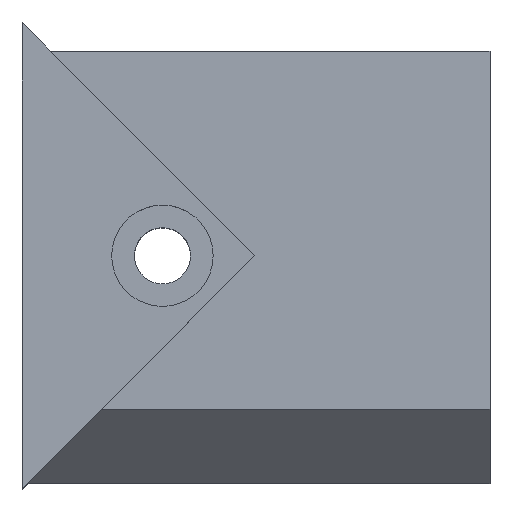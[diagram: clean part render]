
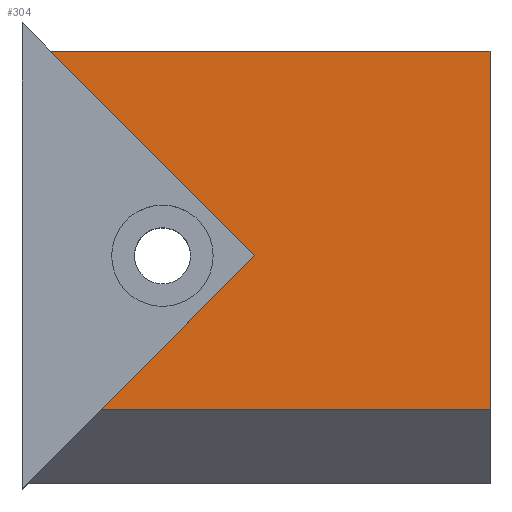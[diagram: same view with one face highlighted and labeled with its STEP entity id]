
A CAD part, top view. The second image highlights one B-rep face of the part: STEP entity #304.
In plain terms, the highlighted planar face has unit normal (0, 0, 1).
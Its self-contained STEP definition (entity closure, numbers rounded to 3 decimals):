
#2 = VECTOR ( 'NONE', #1016, 1000. ) ;
#14 = DIRECTION ( 'NONE',  ( 1., 0., 0. ) ) ;
#37 = AXIS2_PLACEMENT_3D ( 'NONE', #923, #705, #1038 ) ;
#57 = CARTESIAN_POINT ( 'NONE',  ( -2.559, 46.985, 13.95 ) ) ;
#132 = VERTEX_POINT ( 'NONE', #1061 ) ;
#165 = ORIENTED_EDGE ( 'NONE', *, *, #1320, .F. ) ;
#176 = LINE ( 'NONE', #57, #2 ) ;
#200 = CARTESIAN_POINT ( 'NONE',  ( 5.091, 19.666, 13.95 ) ) ;
#260 = CARTESIAN_POINT ( 'NONE',  ( -12.394, 2.181, 13.95 ) ) ;
#270 = LINE ( 'NONE', #743, #1432 ) ;
#304 = ADVANCED_FACE ( 'NONE', ( #1542 ), #1157, .F. ) ;
#354 = EDGE_CURVE ( 'NONE', #1281, #508, #1515, .T. ) ;
#416 = CARTESIAN_POINT ( 'NONE',  ( -29.879, 19.666, 13.95 ) ) ;
#488 = DIRECTION ( 'NONE',  ( -0.707, -0.707, 0. ) ) ;
#508 = VERTEX_POINT ( 'NONE', #906 ) ;
#536 = VERTEX_POINT ( 'NONE', #1438 ) ;
#560 = CARTESIAN_POINT ( 'NONE',  ( 30., 19.666, 13.95 ) ) ;
#576 = DIRECTION ( 'NONE',  ( 0., 1., 0. ) ) ;
#650 = ORIENTED_EDGE ( 'NONE', *, *, #1122, .T. ) ;
#705 = DIRECTION ( 'NONE',  ( 0., 0., -1. ) ) ;
#743 = CARTESIAN_POINT ( 'NONE',  ( -29.879, 42.6, 13.95 ) ) ;
#778 = EDGE_CURVE ( 'NONE', #536, #1416, #883, .T. ) ;
#872 = VECTOR ( 'NONE', #898, 1000. ) ;
#883 = LINE ( 'NONE', #260, #1405 ) ;
#898 = DIRECTION ( 'NONE',  ( 1., 0., 0. ) ) ;
#906 = CARTESIAN_POINT ( 'NONE',  ( 30., 42.6, 13.95 ) ) ;
#923 = CARTESIAN_POINT ( 'NONE',  ( -29.879, 19.666, 13.95 ) ) ;
#968 = CARTESIAN_POINT ( 'NONE',  ( 30., 19.666, 13.95 ) ) ;
#970 = ORIENTED_EDGE ( 'NONE', *, *, #778, .T. ) ;
#1016 = DIRECTION ( 'NONE',  ( 0.707, -0.707, 0. ) ) ;
#1038 = DIRECTION ( 'NONE',  ( 0., 1., 0. ) ) ;
#1050 = EDGE_CURVE ( 'NONE', #132, #536, #176, .T. ) ;
#1061 = CARTESIAN_POINT ( 'NONE',  ( 1.826, 42.6, 13.95 ) ) ;
#1116 = ORIENTED_EDGE ( 'NONE', *, *, #1050, .T. ) ;
#1122 = EDGE_CURVE ( 'NONE', #1416, #1281, #1241, .T. ) ;
#1157 = PLANE ( 'NONE',  #37 ) ;
#1192 = ORIENTED_EDGE ( 'NONE', *, *, #354, .T. ) ;
#1241 = LINE ( 'NONE', #416, #872 ) ;
#1281 = VERTEX_POINT ( 'NONE', #968 ) ;
#1320 = EDGE_CURVE ( 'NONE', #132, #508, #270, .T. ) ;
#1348 = EDGE_LOOP ( 'NONE', ( #165, #1116, #970, #650, #1192 ) ) ;
#1405 = VECTOR ( 'NONE', #488, 1000. ) ;
#1416 = VERTEX_POINT ( 'NONE', #200 ) ;
#1432 = VECTOR ( 'NONE', #14, 1000. ) ;
#1438 = CARTESIAN_POINT ( 'NONE',  ( 14.926, 29.5, 13.95 ) ) ;
#1515 = LINE ( 'NONE', #560, #1530 ) ;
#1530 = VECTOR ( 'NONE', #576, 1000. ) ;
#1542 = FACE_OUTER_BOUND ( 'NONE', #1348, .T. ) ;
